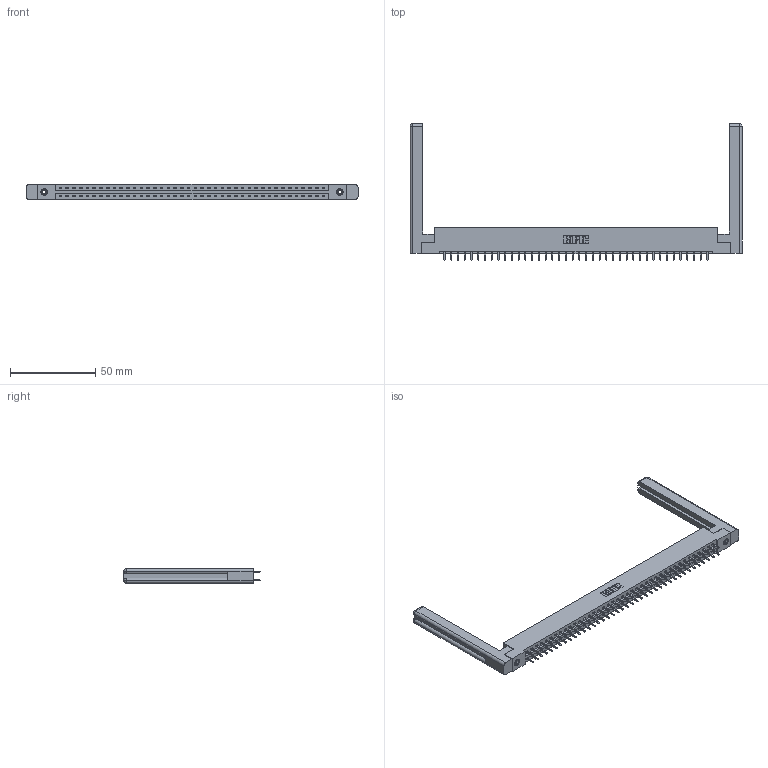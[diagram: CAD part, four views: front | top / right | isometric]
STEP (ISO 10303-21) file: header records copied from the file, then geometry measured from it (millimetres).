
FILE_DESCRIPTION (( 'STEP AP203' ), '1' );
FILE_NAME ('337-080-521-258.STEP', '2019-10-10T12:01:07', ( '' ), ( '' ), 'SwSTEP 2.0', 'SolidWorks 2016', '' );
FILE_SCHEMA (( 'CONFIG_CONTROL_DESIGN' ));
Length unit declared in the file: inch
Products named in the file (5): 345-250-001_345-250-001-102; 307-220-058; 345-292-001_345-293-121; 337 Part_Flush Mounting Lugs - 0.156 Dia-TI; 337-080-521-258
Assembly tree (85 placements, depth 2):
  337-080-521-258
    337 Part_Flush Mounting Lugs - 0.156 Dia-TI
    345-292-001_345-293-121  x80
    345-250-001_345-250-001-102  x2
    307-220-058  x2
Bounding box: 195.12 x 80.14 x 9.4 mm (x, y, z)
Volume: 27646.7 mm3; surface area: 27970.3 mm2
Topology: 85 solids, 85 shells, 4576 faces, 13545 edges, 8910 vertices
Faces by surface type: plane 3194, cylinder 1358, cone 12, torus 12
Entity records: 33924 total; most frequent: CARTESIAN_POINT 5725, ORIENTED_EDGE 5600, DIRECTION 4888, EDGE_CURVE 2800, LINE 2624, VECTOR 2624, VERTEX_POINT 1858, AXIS2_PLACEMENT_3D 1132
